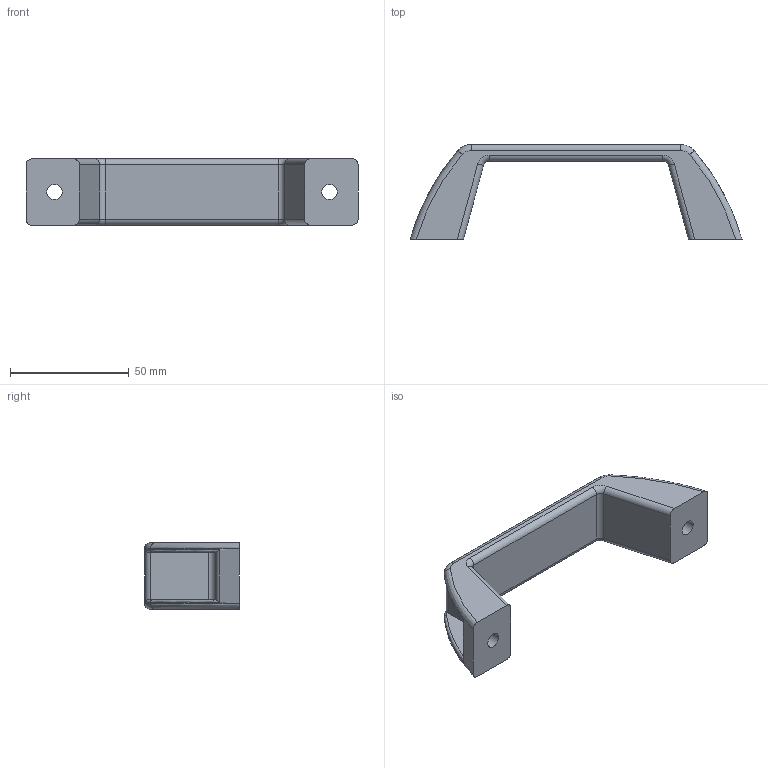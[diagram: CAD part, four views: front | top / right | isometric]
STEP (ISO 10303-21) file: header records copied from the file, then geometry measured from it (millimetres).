
FILE_DESCRIPTION (( 'STEP AP214' ), '1' );
FILE_NAME ('Handle.STEP', '2021-07-29T12:19:49', ( '' ), ( '' ), 'SwSTEP 2.0', 'SolidWorks 2017', '' );
FILE_SCHEMA (( 'AUTOMOTIVE_DESIGN' ));
Length unit declared in the file: millimetre
Products named in the file (1): Handle
Bounding box: 140 x 40 x 28 mm (x, y, z)
Volume: 41733.1 mm3; surface area: 15889.7 mm2
Topology: 1 solids, 1 shells, 70 faces, 174 edges, 108 vertices
Faces by surface type: cylinder 26, plane 18, torus 12, bspline 10, cone 4
Entity records: 2744 total; most frequent: CARTESIAN_POINT 1079, ORIENTED_EDGE 348, DIRECTION 340, EDGE_CURVE 174, AXIS2_PLACEMENT_3D 137, VERTEX_POINT 108, EDGE_LOOP 76, CIRCLE 76
